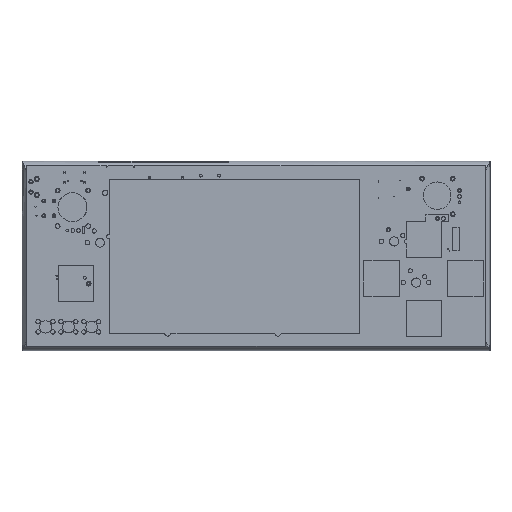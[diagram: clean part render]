
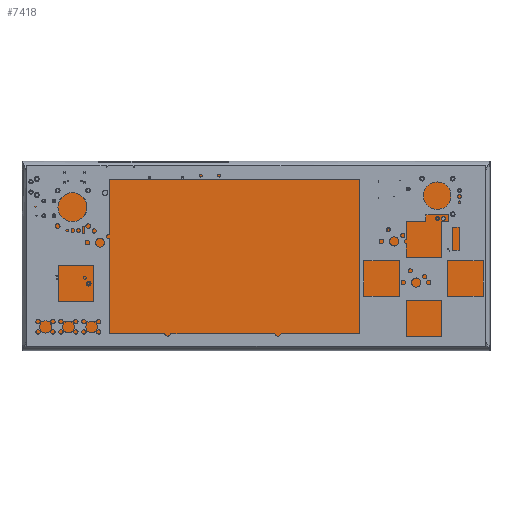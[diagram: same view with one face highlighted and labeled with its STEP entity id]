
A CAD part, top view. The second image highlights one B-rep face of the part: STEP entity #7418.
In plain terms, the highlighted planar face has unit normal (0, 0, 1).
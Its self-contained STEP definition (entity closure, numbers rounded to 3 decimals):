
#891=FACE_OUTER_BOUND('',#1310,.T.);
#1310=EDGE_LOOP('',(#5044,#5045,#5046,#5047));
#1910=LINE('',#11056,#2570);
#1913=LINE('',#11062,#2573);
#1916=LINE('',#11068,#2576);
#1919=LINE('',#11072,#2579);
#2570=VECTOR('',#8732,10.);
#2573=VECTOR('',#8737,10.);
#2576=VECTOR('',#8742,10.);
#2579=VECTOR('',#8747,10.);
#3230=VERTEX_POINT('',#11053);
#3231=VERTEX_POINT('',#11055);
#3233=VERTEX_POINT('',#11061);
#3235=VERTEX_POINT('',#11067);
#3950=EDGE_CURVE('',#3231,#3230,#1910,.T.);
#3953=EDGE_CURVE('',#3233,#3231,#1913,.T.);
#3956=EDGE_CURVE('',#3235,#3233,#1916,.T.);
#3959=EDGE_CURVE('',#3230,#3235,#1919,.T.);
#5044=ORIENTED_EDGE('',*,*,#3959,.T.);
#5045=ORIENTED_EDGE('',*,*,#3956,.T.);
#5046=ORIENTED_EDGE('',*,*,#3953,.T.);
#5047=ORIENTED_EDGE('',*,*,#3950,.T.);
#7192=PLANE('',#7897);
#7418=ADVANCED_FACE('',(#891),#7192,.T.);
#7897=AXIS2_PLACEMENT_3D('',#11073,#8748,#8749);
#8732=DIRECTION('',(-1.,0.,0.));
#8737=DIRECTION('',(0.,1.,0.));
#8742=DIRECTION('',(1.,0.,0.));
#8747=DIRECTION('',(0.,-1.,0.));
#8748=DIRECTION('center_axis',(0.,0.,1.));
#8749=DIRECTION('ref_axis',(1.,0.,0.));
#11053=CARTESIAN_POINT('',(7.,100.,-14.));
#11055=CARTESIAN_POINT('',(207.,100.,-14.));
#11056=CARTESIAN_POINT('',(207.,100.,-14.));
#11061=CARTESIAN_POINT('',(207.,21.5,-14.));
#11062=CARTESIAN_POINT('',(207.,21.5,-14.));
#11067=CARTESIAN_POINT('',(7.,21.5,-14.));
#11068=CARTESIAN_POINT('',(7.,21.5,-14.));
#11072=CARTESIAN_POINT('',(7.,100.,-14.));
#11073=CARTESIAN_POINT('Origin',(107.,60.75,-14.));
